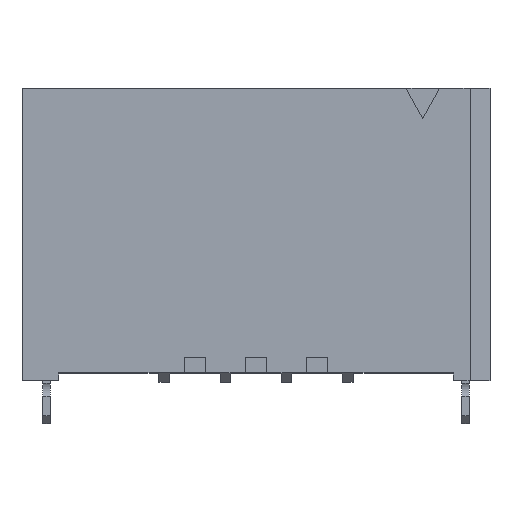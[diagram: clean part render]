
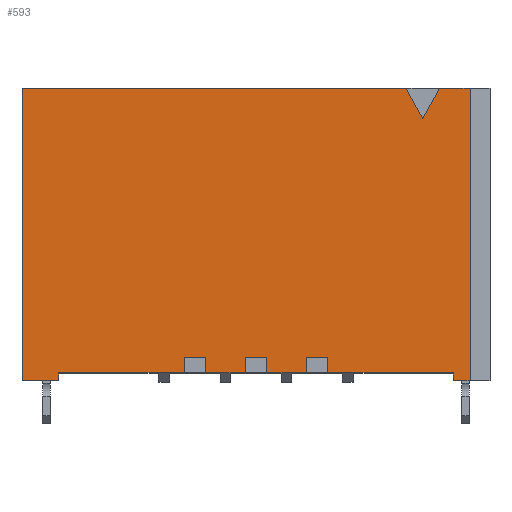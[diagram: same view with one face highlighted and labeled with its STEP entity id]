
A CAD part, top view. The second image highlights one B-rep face of the part: STEP entity #593.
In plain terms, the highlighted planar face has unit normal (0, 0, 1).
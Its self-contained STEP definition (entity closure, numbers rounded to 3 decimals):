
#593 = ADVANCED_FACE( '', ( #1265 ), #1266, .F. );
#1265 = FACE_OUTER_BOUND( '', #2015, .T. );
#1266 = PLANE( '', #2016 );
#2015 = EDGE_LOOP( '', ( #3710, #3711, #3712, #3713, #3714, #3715, #3716, #3717, #3718, #3719, #3720, #3721, #3722, #3723, #3724, #3725, #3726, #3727, #3728, #3729, #3730, #3731, #3732 ) );
#2016 = AXIS2_PLACEMENT_3D( '', #3733, #3734, #3735 );
#3710 = ORIENTED_EDGE( '', *, *, #5317, .F. );
#3711 = ORIENTED_EDGE( '', *, *, #5318, .F. );
#3712 = ORIENTED_EDGE( '', *, *, #5319, .F. );
#3713 = ORIENTED_EDGE( '', *, *, #5030, .T. );
#3714 = ORIENTED_EDGE( '', *, *, #5320, .T. );
#3715 = ORIENTED_EDGE( '', *, *, #5321, .F. );
#3716 = ORIENTED_EDGE( '', *, *, #4870, .T. );
#3717 = ORIENTED_EDGE( '', *, *, #5007, .F. );
#3718 = ORIENTED_EDGE( '', *, *, #4992, .F. );
#3719 = ORIENTED_EDGE( '', *, *, #5183, .F. );
#3720 = ORIENTED_EDGE( '', *, *, #4866, .T. );
#3721 = ORIENTED_EDGE( '', *, *, #4655, .F. );
#3722 = ORIENTED_EDGE( '', *, *, #5322, .F. );
#3723 = ORIENTED_EDGE( '', *, *, #5323, .F. );
#3724 = ORIENTED_EDGE( '', *, *, #4863, .T. );
#3725 = ORIENTED_EDGE( '', *, *, #4730, .F. );
#3726 = ORIENTED_EDGE( '', *, *, #5324, .F. );
#3727 = ORIENTED_EDGE( '', *, *, #4733, .F. );
#3728 = ORIENTED_EDGE( '', *, *, #4861, .T. );
#3729 = ORIENTED_EDGE( '', *, *, #5309, .T. );
#3730 = ORIENTED_EDGE( '', *, *, #5304, .T. );
#3731 = ORIENTED_EDGE( '', *, *, #5325, .F. );
#3732 = ORIENTED_EDGE( '', *, *, #5326, .F. );
#3733 = CARTESIAN_POINT( '', ( -7.65, 9.55, 3.8 ) );
#3734 = DIRECTION( '', ( 0., 0., -1. ) );
#3735 = DIRECTION( '', ( -1., 0., 0. ) );
#4655 = EDGE_CURVE( '', #5611, #5613, #5614, .T. );
#4730 = EDGE_CURVE( '', #5750, #5752, #5753, .T. );
#4733 = EDGE_CURVE( '', #5756, #5757, #5758, .T. );
#4861 = EDGE_CURVE( '', #5756, #5984, #5986, .T. );
#4863 = EDGE_CURVE( '', #5988, #5752, #5989, .T. );
#4866 = EDGE_CURVE( '', #5993, #5613, #5994, .T. );
#4870 = EDGE_CURVE( '', #6001, #5999, #6002, .T. );
#4992 = EDGE_CURVE( '', #6199, #6200, #6201, .T. );
#5007 = EDGE_CURVE( '', #6200, #5999, #6220, .T. );
#5030 = EDGE_CURVE( '', #6255, #6253, #6256, .T. );
#5183 = EDGE_CURVE( '', #5993, #6199, #6481, .T. );
#5304 = EDGE_CURVE( '', #6626, #6633, #6635, .T. );
#5309 = EDGE_CURVE( '', #5984, #6626, #6640, .T. );
#5317 = EDGE_CURVE( '', #6648, #6649, #6650, .T. );
#5318 = EDGE_CURVE( '', #6651, #6648, #6652, .T. );
#5319 = EDGE_CURVE( '', #6255, #6651, #6653, .T. );
#5320 = EDGE_CURVE( '', #6253, #6654, #6655, .T. );
#5321 = EDGE_CURVE( '', #6001, #6654, #6656, .T. );
#5322 = EDGE_CURVE( '', #6657, #5611, #6658, .T. );
#5323 = EDGE_CURVE( '', #5988, #6657, #6659, .T. );
#5324 = EDGE_CURVE( '', #5757, #5750, #6660, .T. );
#5325 = EDGE_CURVE( '', #6661, #6633, #6662, .T. );
#5326 = EDGE_CURVE( '', #6649, #6661, #6663, .T. );
#5611 = VERTEX_POINT( '', #7014 );
#5613 = VERTEX_POINT( '', #7017 );
#5614 = LINE( '', #7018, #7019 );
#5750 = VERTEX_POINT( '', #7215 );
#5752 = VERTEX_POINT( '', #7218 );
#5753 = LINE( '', #7219, #7220 );
#5756 = VERTEX_POINT( '', #7224 );
#5757 = VERTEX_POINT( '', #7225 );
#5758 = LINE( '', #7226, #7227 );
#5984 = VERTEX_POINT( '', #7565 );
#5986 = LINE( '', #7568, #7569 );
#5988 = VERTEX_POINT( '', #7572 );
#5989 = LINE( '', #7573, #7574 );
#5993 = VERTEX_POINT( '', #7580 );
#5994 = LINE( '', #7581, #7582 );
#5999 = VERTEX_POINT( '', #7589 );
#6001 = VERTEX_POINT( '', #7592 );
#6002 = LINE( '', #7593, #7594 );
#6199 = VERTEX_POINT( '', #7888 );
#6200 = VERTEX_POINT( '', #7889 );
#6201 = LINE( '', #7890, #7891 );
#6220 = LINE( '', #7920, #7921 );
#6253 = VERTEX_POINT( '', #7971 );
#6255 = VERTEX_POINT( '', #7974 );
#6256 = LINE( '', #7975, #7976 );
#6481 = LINE( '', #8316, #8317 );
#6626 = VERTEX_POINT( '', #8535 );
#6633 = VERTEX_POINT( '', #8545 );
#6635 = LINE( '', #8548, #8549 );
#6640 = LINE( '', #8555, #8556 );
#6648 = VERTEX_POINT( '', #8567 );
#6649 = VERTEX_POINT( '', #8568 );
#6650 = LINE( '', #8569, #8570 );
#6651 = VERTEX_POINT( '', #8571 );
#6652 = LINE( '', #8572, #8573 );
#6653 = LINE( '', #8574, #8575 );
#6654 = VERTEX_POINT( '', #8576 );
#6655 = LINE( '', #8577, #8578 );
#6656 = LINE( '', #8579, #8580 );
#6657 = VERTEX_POINT( '', #8581 );
#6658 = LINE( '', #8582, #8583 );
#6659 = LINE( '', #8584, #8585 );
#6660 = LINE( '', #8586, #8587 );
#6661 = VERTEX_POINT( '', #8588 );
#6662 = LINE( '', #8589, #8590 );
#6663 = LINE( '', #8591, #8592 );
#7014 = CARTESIAN_POINT( '', ( -0.35, 0.75, 3.8 ) );
#7017 = CARTESIAN_POINT( '', ( -0.35, 0.25, 3.8 ) );
#7018 = CARTESIAN_POINT( '', ( -0.35, 0.75, 3.8 ) );
#7019 = VECTOR( '', #8925, 1000. );
#7215 = CARTESIAN_POINT( '', ( 1.65, 0.75, 3.8 ) );
#7218 = CARTESIAN_POINT( '', ( 1.65, 0.25, 3.8 ) );
#7219 = CARTESIAN_POINT( '', ( 1.65, 0.75, 3.8 ) );
#7220 = VECTOR( '', #8993, 1000. );
#7224 = CARTESIAN_POINT( '', ( 2.35, 0.25, 3.8 ) );
#7225 = CARTESIAN_POINT( '', ( 2.35, 0.75, 3.8 ) );
#7226 = CARTESIAN_POINT( '', ( 2.35, -1.25, 3.8 ) );
#7227 = VECTOR( '', #8995, 1000. );
#7565 = CARTESIAN_POINT( '', ( 6.45, 0.25, 3.8 ) );
#7568 = CARTESIAN_POINT( '', ( -6.45, 0.25, 3.8 ) );
#7569 = VECTOR( '', #9118, 1000. );
#7572 = CARTESIAN_POINT( '', ( 0.35, 0.25, 3.8 ) );
#7573 = CARTESIAN_POINT( '', ( -6.45, 0.25, 3.8 ) );
#7574 = VECTOR( '', #9120, 1000. );
#7580 = CARTESIAN_POINT( '', ( -1.65, 0.25, 3.8 ) );
#7581 = CARTESIAN_POINT( '', ( -6.45, 0.25, 3.8 ) );
#7582 = VECTOR( '', #9123, 1000. );
#7589 = CARTESIAN_POINT( '', ( -2.35, 0.25, 3.8 ) );
#7592 = CARTESIAN_POINT( '', ( -6.45, 0.25, 3.8 ) );
#7593 = CARTESIAN_POINT( '', ( -6.45, 0.25, 3.8 ) );
#7594 = VECTOR( '', #9127, 1000. );
#7888 = CARTESIAN_POINT( '', ( -1.65, 0.75, 3.8 ) );
#7889 = CARTESIAN_POINT( '', ( -2.35, 0.75, 3.8 ) );
#7890 = CARTESIAN_POINT( '', ( -1.65, 0.75, 3.8 ) );
#7891 = VECTOR( '', #9228, 1000. );
#7920 = CARTESIAN_POINT( '', ( -2.35, 0.75, 3.8 ) );
#7921 = VECTOR( '', #9239, 1000. );
#7971 = CARTESIAN_POINT( '', ( -7.65, 0., 3.8 ) );
#7974 = CARTESIAN_POINT( '', ( -7.65, 9.55, 3.8 ) );
#7975 = CARTESIAN_POINT( '', ( -7.65, 9.55, 3.8 ) );
#7976 = VECTOR( '', #9258, 1000. );
#8316 = CARTESIAN_POINT( '', ( -1.65, -1.25, 3.8 ) );
#8317 = VECTOR( '', #9392, 1000. );
#8535 = CARTESIAN_POINT( '', ( 6.45, 0., 3.8 ) );
#8545 = CARTESIAN_POINT( '', ( 7., 0., 3.8 ) );
#8548 = CARTESIAN_POINT( '', ( -7.65, 0., 3.8 ) );
#8549 = VECTOR( '', #9476, 1000. );
#8555 = CARTESIAN_POINT( '', ( 6.45, 0.25, 3.8 ) );
#8556 = VECTOR( '', #9478, 1000. );
#8567 = CARTESIAN_POINT( '', ( 5.45, 8.55, 3.8 ) );
#8568 = CARTESIAN_POINT( '', ( 6., 9.55, 3.8 ) );
#8569 = CARTESIAN_POINT( '', ( 5.45, 8.55, 3.8 ) );
#8570 = VECTOR( '', #9482, 1000. );
#8571 = CARTESIAN_POINT( '', ( 4.9, 9.55, 3.8 ) );
#8572 = CARTESIAN_POINT( '', ( 4.9, 9.55, 3.8 ) );
#8573 = VECTOR( '', #9483, 1000. );
#8574 = CARTESIAN_POINT( '', ( -7.65, 9.55, 3.8 ) );
#8575 = VECTOR( '', #9484, 1000. );
#8576 = CARTESIAN_POINT( '', ( -6.45, 0., 3.8 ) );
#8577 = CARTESIAN_POINT( '', ( -7.65, 0., 3.8 ) );
#8578 = VECTOR( '', #9485, 1000. );
#8579 = CARTESIAN_POINT( '', ( -6.45, 0.25, 3.8 ) );
#8580 = VECTOR( '', #9486, 1000. );
#8581 = CARTESIAN_POINT( '', ( 0.35, 0.75, 3.8 ) );
#8582 = CARTESIAN_POINT( '', ( 0.35, 0.75, 3.8 ) );
#8583 = VECTOR( '', #9487, 1000. );
#8584 = CARTESIAN_POINT( '', ( 0.35, -1.25, 3.8 ) );
#8585 = VECTOR( '', #9488, 1000. );
#8586 = CARTESIAN_POINT( '', ( 2.35, 0.75, 3.8 ) );
#8587 = VECTOR( '', #9489, 1000. );
#8588 = CARTESIAN_POINT( '', ( 7., 9.55, 3.8 ) );
#8589 = CARTESIAN_POINT( '', ( 7., 9.55, 3.8 ) );
#8590 = VECTOR( '', #9490, 1000. );
#8591 = CARTESIAN_POINT( '', ( -7.65, 9.55, 3.8 ) );
#8592 = VECTOR( '', #9491, 1000. );
#8925 = DIRECTION( '', ( 0., -1., 0. ) );
#8993 = DIRECTION( '', ( 0., -1., 0. ) );
#8995 = DIRECTION( '', ( 0., 1., 0. ) );
#9118 = DIRECTION( '', ( 1., 0., 0. ) );
#9120 = DIRECTION( '', ( 1., 0., 0. ) );
#9123 = DIRECTION( '', ( 1., 0., 0. ) );
#9127 = DIRECTION( '', ( 1., 0., 0. ) );
#9228 = DIRECTION( '', ( -1., 0., 0. ) );
#9239 = DIRECTION( '', ( 0., -1., 0. ) );
#9258 = DIRECTION( '', ( 0., -1., 0. ) );
#9392 = DIRECTION( '', ( 0., 1., 0. ) );
#9476 = DIRECTION( '', ( 1., 0., 0. ) );
#9478 = DIRECTION( '', ( 0., -1., 0. ) );
#9482 = DIRECTION( '', ( 0.482, 0.876, 0. ) );
#9483 = DIRECTION( '', ( 0.482, -0.876, 0. ) );
#9484 = DIRECTION( '', ( 1., 0., 0. ) );
#9485 = DIRECTION( '', ( 1., 0., 0. ) );
#9486 = DIRECTION( '', ( 0., -1., 0. ) );
#9487 = DIRECTION( '', ( -1., 0., 0. ) );
#9488 = DIRECTION( '', ( 0., 1., 0. ) );
#9489 = DIRECTION( '', ( -1., 0., 0. ) );
#9490 = DIRECTION( '', ( 0., -1., 0. ) );
#9491 = DIRECTION( '', ( 1., 0., 0. ) );
